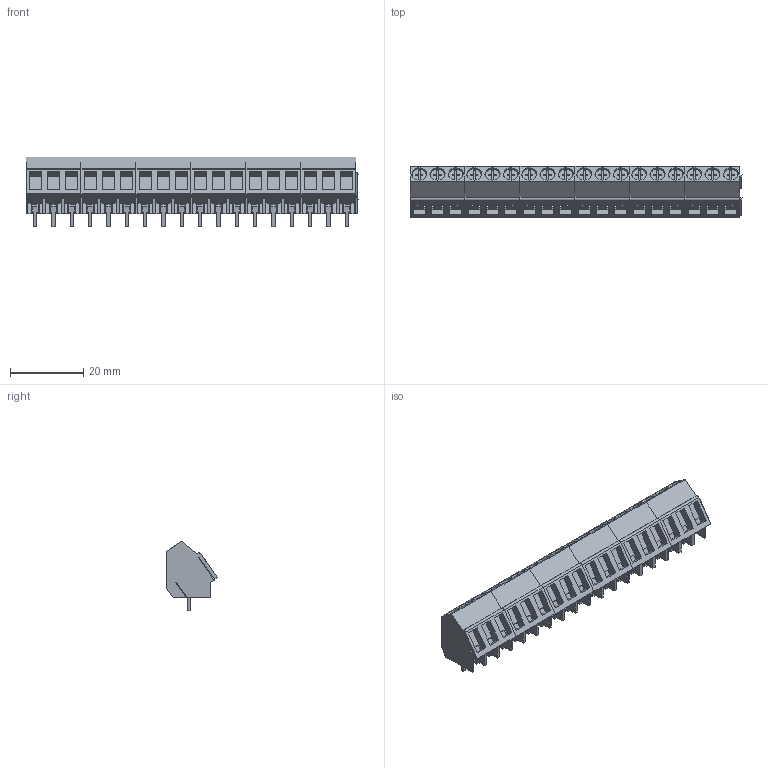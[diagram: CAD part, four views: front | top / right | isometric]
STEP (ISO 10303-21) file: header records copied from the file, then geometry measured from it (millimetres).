
FILE_DESCRIPTION(('CATIA V5 STEP Exchange','CAx-IF Rec.Pracs.--- Model Styling and Organization---1.2---2011-12-15'),'2;1');
FILE_NAME ('D1449945_0_1233970000_1233970000.stp','2018-03-31T05:13:54+00:00',('none'),('Weidmueller'),'CATIA Version 5-6 Release 2014','CATIA V5 STEP AP214','none');
FILE_SCHEMA(('AUTOMOTIVE_DESIGN { 1 0 10303 214 1 1 1 1 }'));
Length unit declared in the file: millimetre
Products named in the file (1): 1233970000
Bounding box: 90.55 x 13.9 x 19 mm (x, y, z)
Volume: 10409.4 mm3; surface area: 12746.1 mm2
Topology: 42 solids, 42 shells, 1536 faces, 4230 edges, 2796 vertices
Faces by surface type: plane 1422, cylinder 114
Entity records: 45891 total; most frequent: ORIENTED_EDGE 8460, CARTESIAN_POINT 8416, DIRECTION 6442, EDGE_CURVE 4230, VECTOR 3930, LINE 3930, VERTEX_POINT 2796, EDGE_LOOP 1590
